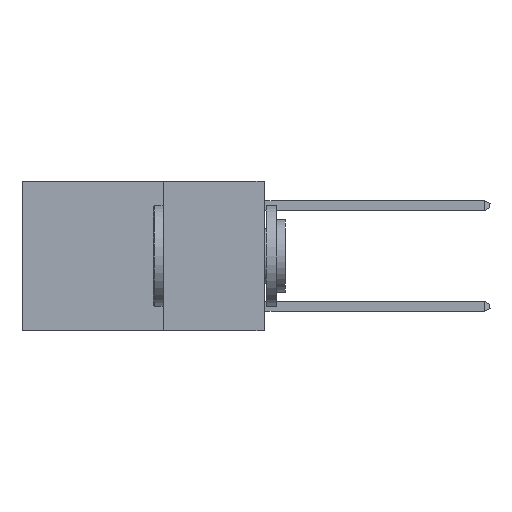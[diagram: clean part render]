
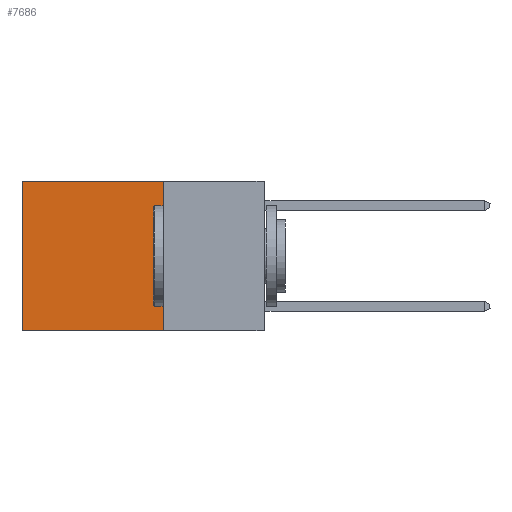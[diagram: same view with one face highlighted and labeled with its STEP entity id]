
A CAD part, left-side view. The second image highlights one B-rep face of the part: STEP entity #7686.
In plain terms, the highlighted planar face has unit normal (-1, 0, 0).
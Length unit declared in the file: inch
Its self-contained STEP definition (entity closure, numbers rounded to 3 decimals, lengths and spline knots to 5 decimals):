
#332 = PLANE ( 'NONE',  #6869 ) ;
#728 = VECTOR ( 'NONE', #1700, 39.37008 ) ;
#896 = CARTESIAN_POINT ( 'NONE',  ( 0.2625, 0.6, -0.37 ) ) ;
#955 = LINE ( 'NONE', #7369, #4713 ) ;
#1410 = VERTEX_POINT ( 'NONE', #896 ) ;
#1700 = DIRECTION ( 'NONE',  ( 0., 1., 0. ) ) ;
#2148 = VECTOR ( 'NONE', #19229, 39.37008 ) ;
#2740 = DIRECTION ( 'NONE',  ( 0., 1., 0. ) ) ;
#4463 = ORIENTED_EDGE ( 'NONE', *, *, #10073, .F. ) ;
#4638 = LINE ( 'NONE', #14516, #728 ) ;
#4713 = VECTOR ( 'NONE', #13768, 39.37008 ) ;
#4847 = EDGE_CURVE ( 'NONE', #18454, #16827, #6415, .T. ) ;
#5414 = ORIENTED_EDGE ( 'NONE', *, *, #10149, .T. ) ;
#5604 = ORIENTED_EDGE ( 'NONE', *, *, #4847, .F. ) ;
#6402 = LINE ( 'NONE', #18809, #11413 ) ;
#6415 = LINE ( 'NONE', #8105, #2148 ) ;
#6869 = AXIS2_PLACEMENT_3D ( 'NONE', #11484, #14636, #17880 ) ;
#7369 = CARTESIAN_POINT ( 'NONE',  ( 0.2625, 0.6, 0. ) ) ;
#7686 = ADVANCED_FACE ( 'NONE', ( #11583 ), #332, .F. ) ;
#8105 = CARTESIAN_POINT ( 'NONE',  ( 0.2625, 0.25, 0. ) ) ;
#10073 = EDGE_CURVE ( 'NONE', #16827, #1410, #6402, .T. ) ;
#10149 = EDGE_CURVE ( 'NONE', #15183, #1410, #955, .T. ) ;
#11413 = VECTOR ( 'NONE', #2740, 39.37008 ) ;
#11484 = CARTESIAN_POINT ( 'NONE',  ( 0.2625, 0.25, 0. ) ) ;
#11583 = FACE_OUTER_BOUND ( 'NONE', #20366, .T. ) ;
#11597 = CARTESIAN_POINT ( 'NONE',  ( 0.2625, 0.25, 0. ) ) ;
#13768 = DIRECTION ( 'NONE',  ( 0., 0., -1. ) ) ;
#14516 = CARTESIAN_POINT ( 'NONE',  ( 0.2625, 0.25, 0. ) ) ;
#14636 = DIRECTION ( 'NONE',  ( 1., 0., 0. ) ) ;
#15183 = VERTEX_POINT ( 'NONE', #15623 ) ;
#15623 = CARTESIAN_POINT ( 'NONE',  ( 0.2625, 0.6, 0. ) ) ;
#15630 = ORIENTED_EDGE ( 'NONE', *, *, #18776, .T. ) ;
#16827 = VERTEX_POINT ( 'NONE', #18330 ) ;
#17880 = DIRECTION ( 'NONE',  ( 0., 0., -1. ) ) ;
#18330 = CARTESIAN_POINT ( 'NONE',  ( 0.2625, 0.25, -0.37 ) ) ;
#18454 = VERTEX_POINT ( 'NONE', #11597 ) ;
#18776 = EDGE_CURVE ( 'NONE', #18454, #15183, #4638, .T. ) ;
#18809 = CARTESIAN_POINT ( 'NONE',  ( 0.2625, 0.25, -0.37 ) ) ;
#19229 = DIRECTION ( 'NONE',  ( 0., 0., -1. ) ) ;
#20366 = EDGE_LOOP ( 'NONE', ( #5414, #4463, #5604, #15630 ) ) ;
